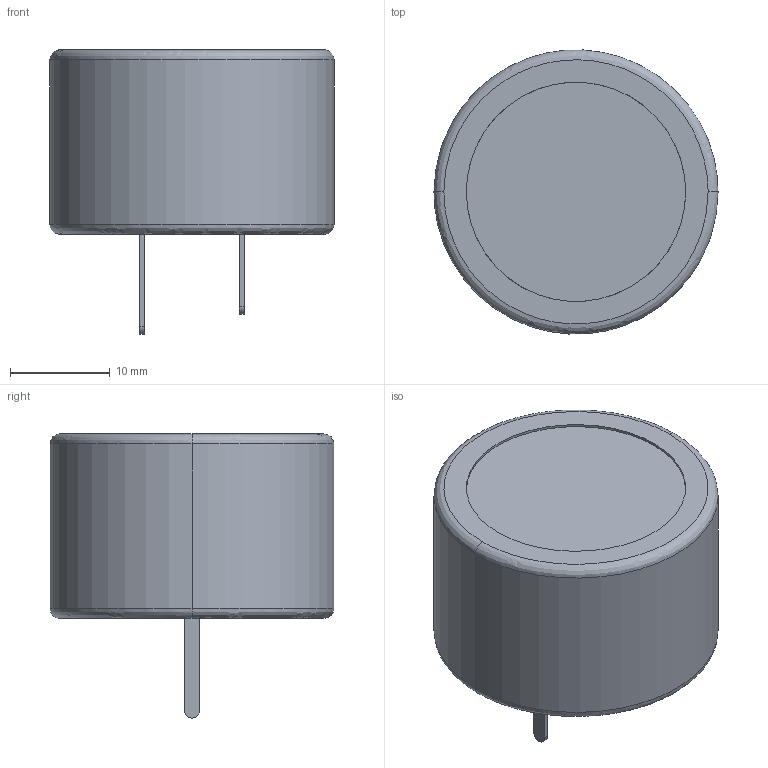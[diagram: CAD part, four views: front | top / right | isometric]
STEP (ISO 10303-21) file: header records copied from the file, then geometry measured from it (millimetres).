
FILE_DESCRIPTION(/* description */ (''),/* implementation_level */ '2;1');
FILE_NAME(/* name */ 'CAP-47~1',/* time_stamp */ '2020-09-10T09:22:21-03:00',/* author */ (''),/* organization */ (''),/* preprocessor_version */ 'ST-DEVELOPER v14',/* originating_system */ '',/* authorisation */ '');
FILE_SCHEMA (('CONFIG_CONTROL_DESIGN'));
Length unit declared in the file: millimetre
Products named in the file (1): Document
Bounding box: 28.5 x 28.46 x 28.5 mm (x, y, z)
Volume: 12944 mm3; surface area: 4802.6 mm2
Topology: 5 solids, 5 shells, 34 faces, 62 edges, 40 vertices
Faces by surface type: bspline 22, plane 12
Entity records: 1544 total; most frequent: CARTESIAN_POINT 1076, ORIENTED_EDGE 124, EDGE_CURVE 62, VERTEX_POINT 40, EDGE_LOOP 36, ADVANCED_FACE 34, FACE_OUTER_BOUND 34, DIRECTION 16
